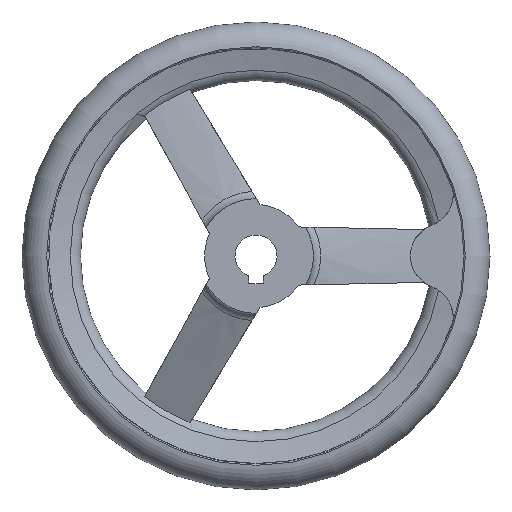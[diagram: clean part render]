
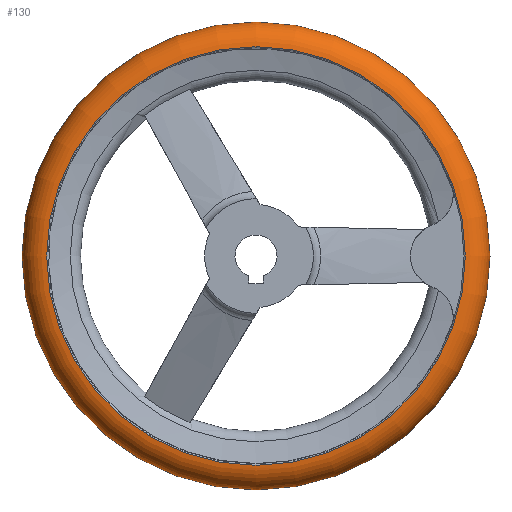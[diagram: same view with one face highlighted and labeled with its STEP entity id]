
A CAD part, front view. The second image highlights one B-rep face of the part: STEP entity #130.
In plain terms, the highlighted toroidal (fillet/blend) face has major radius 89 mm and minor radius 11 mm.
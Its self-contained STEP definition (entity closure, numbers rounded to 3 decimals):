
#130 = ADVANCED_FACE( '', ( #287, #288, #289 ), #290, .T. );
#287 = FACE_BOUND( '', #475, .T. );
#288 = FACE_OUTER_BOUND( '', #476, .T. );
#289 = FACE_OUTER_BOUND( '', #477, .T. );
#290 = TOROIDAL_SURFACE( '', #478, 89., 11. );
#475 = VERTEX_LOOP( '', #810 );
#476 = EDGE_LOOP( '', ( #811 ) );
#477 = EDGE_LOOP( '', ( #812 ) );
#478 = AXIS2_PLACEMENT_3D( '', #813, #814, #815 );
#810 = VERTEX_POINT( '', #1249 );
#811 = ORIENTED_EDGE( '', *, *, #1250, .T. );
#812 = ORIENTED_EDGE( '', *, *, #1131, .F. );
#813 = CARTESIAN_POINT( '', ( 0., 34., 0. ) );
#814 = DIRECTION( '', ( 0., -1., 0. ) );
#815 = DIRECTION( '', ( 0., 0., -1. ) );
#1131 = EDGE_CURVE( '', #1356, #1356, #1357, .T. );
#1249 = CARTESIAN_POINT( '', ( 0., 34., -100. ) );
#1250 = EDGE_CURVE( '', #1551, #1551, #1552, .T. );
#1356 = VERTEX_POINT( '', #1712 );
#1357 = CIRCLE( '', #1713, 89.458 );
#1551 = VERTEX_POINT( '', #2257 );
#1552 = CIRCLE( '', #2258, 89.458 );
#1712 = CARTESIAN_POINT( '', ( 0., 23.01, -89.458 ) );
#1713 = AXIS2_PLACEMENT_3D( '', #2573, #2574, #2575 );
#2257 = CARTESIAN_POINT( '', ( 0., 44.99, -89.458 ) );
#2258 = AXIS2_PLACEMENT_3D( '', #2692, #2693, #2694 );
#2573 = CARTESIAN_POINT( '', ( 0., 23.01, 0. ) );
#2574 = DIRECTION( '', ( 0., -1., 0. ) );
#2575 = DIRECTION( '', ( 0., 0., -1. ) );
#2692 = CARTESIAN_POINT( '', ( 0., 44.99, 0. ) );
#2693 = DIRECTION( '', ( 0., -1., 0. ) );
#2694 = DIRECTION( '', ( 0., 0., -1. ) );
